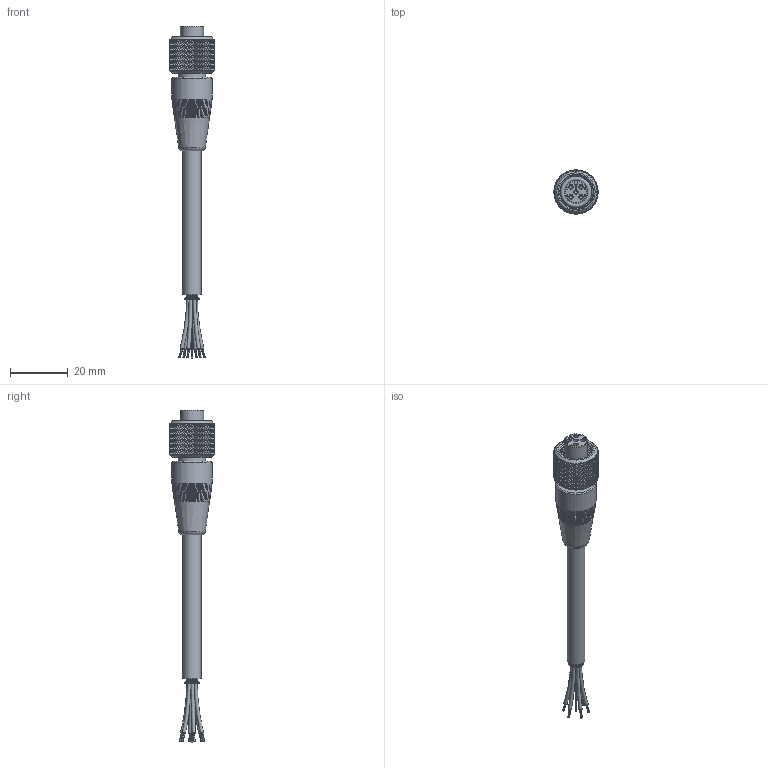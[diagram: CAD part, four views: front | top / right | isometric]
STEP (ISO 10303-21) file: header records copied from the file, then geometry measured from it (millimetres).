
FILE_DESCRIPTION(/* description */ (''),/* implementation_level */ '2;1');
FILE_NAME(/* name */ 'M4TR.stp',/* time_stamp */ '2019-11-13T16:00:58-05:00',/* author */ ('lcup'),/* organization */ (''),/* preprocessor_version */ 'ST-DEVELOPER v18',/* originating_system */ 'Autodesk Inventor 2020',/* authorisation */ '');
FILE_SCHEMA (('AUTOMOTIVE_DESIGN { 1 0 10303 214 3 1 1 }'));
Length unit declared in the file: inch
Products named in the file (7): M4TR; CBP10593; CBP10591; CBP10629; CBP10557; MSP10137; CB123
Assembly tree (10 placements, depth 2):
  M4TR
    CBP10593
    CBP10591
    CBP10629
    CBP10557  x5
    MSP10137
    CB123
Bounding box: 15.24 x 15.24 x 114.69 mm (x, y, z)
Volume: 6737.6 mm3; surface area: 7413.5 mm2
Topology: 10 solids, 10 shells, 5206 faces, 13512 edges, 7498 vertices
Faces by surface type: bspline 3577, cylinder 1038, plane 531, cone 46, torus 14
Full cylindrical faces by diameter (mm): 0.127 x42, 0.739 x10, 1.143 x10, 1.93 x15, 2.54 x5, 6.223 x1, 9.423 x1, 9.677 x1, 10.795 x1, 10.922 x4, 11.974 x1, 12.119 x1, 12.265 x1, 12.41 x1, 12.555 x1, 12.7 x2, 12.845 x1, 12.99 x1, 13.135 x1, 13.281 x1, 13.426 x1, 13.571 x1, 13.97 x1
Entity records: 297474 total; most frequent: CARTESIAN_POINT 198339, ORIENTED_EDGE 26668, EDGE_CURVE 13334, B_SPLINE_CURVE_WITH_KNOTS 10046, DIRECTION 8495, VERTEX_POINT 7366, EDGE_LOOP 5296, FACE_OUTER_BOUND 5146
